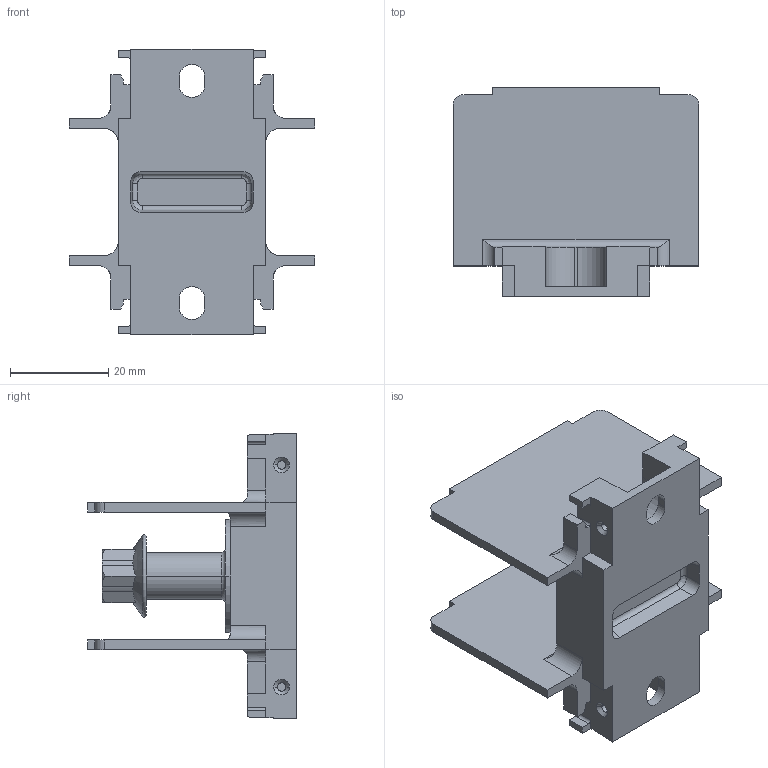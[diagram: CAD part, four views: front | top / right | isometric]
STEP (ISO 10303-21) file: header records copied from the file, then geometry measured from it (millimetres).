
FILE_DESCRIPTION((''),'2;1');
FILE_NAME('32408014003','2020-08-31T',('presta_be4'),(''),'CREO PARAMETRIC BY PTC INC, 2018360','CREO PARAMETRIC BY PTC INC, 2018360','');
FILE_SCHEMA(('CONFIG_CONTROL_DESIGN'));
Length unit declared in the file: millimetre
Products named in the file (1): 32408014003
Bounding box: 50 x 42.5 x 58.2 mm (x, y, z)
Volume: 25548.2 mm3; surface area: 14099.4 mm2
Topology: 1 solids, 1 shells, 217 faces, 594 edges, 385 vertices
Faces by surface type: plane 119, cylinder 66, cone 24, torus 4, bspline 4
Entity records: 7418 total; most frequent: CARTESIAN_POINT 1936, ORIENTED_EDGE 1176, DIRECTION 1074, EDGE_CURVE 588, VERTEX_POINT 385, VECTOR 384, LINE 384, AXIS2_PLACEMENT_3D 345
